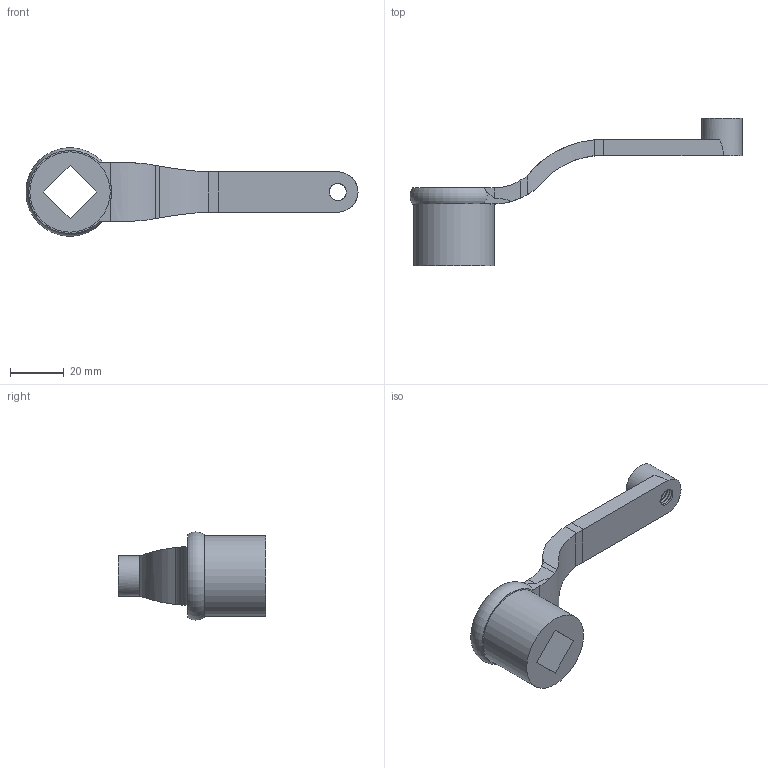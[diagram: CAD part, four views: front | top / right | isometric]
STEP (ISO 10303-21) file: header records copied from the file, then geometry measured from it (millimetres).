
FILE_DESCRIPTION(/* description */ (''),/* implementation_level */ '2;1');
FILE_NAME(/* name */ 'OB_100_N',/* time_stamp */ '2012-11-23T16:36:25+08:00',/* author */ (''),/* organization */ (''),/* preprocessor_version */ 'ST-DEVELOPER v9',/* originating_system */ 'UGS - NX 4.0',/* authorisation */ '');
FILE_SCHEMA (('CONFIG_CONTROL_DESIGN'));
Length unit declared in the file: millimetre
Products named in the file (1): Admi52D0xmkg
Bounding box: 123.94 x 55 x 32.88 mm (x, y, z)
Volume: 26270.8 mm3; surface area: 10752.8 mm2
Topology: 1 solids, 1 shells, 47 faces, 125 edges, 81 vertices
Faces by surface type: plane 21, cylinder 14, extrusion 8, torus 2, bspline 2
Full cylindrical faces by diameter (mm): 15 x1, 30 x1
Entity records: 4505 total; most frequent: CARTESIAN_POINT 3361, ORIENTED_EDGE 246, DIRECTION 161, EDGE_CURVE 123, VERTEX_POINT 82, B_SPLINE_CURVE_WITH_KNOTS 68, VECTOR 55, EDGE_LOOP 55
